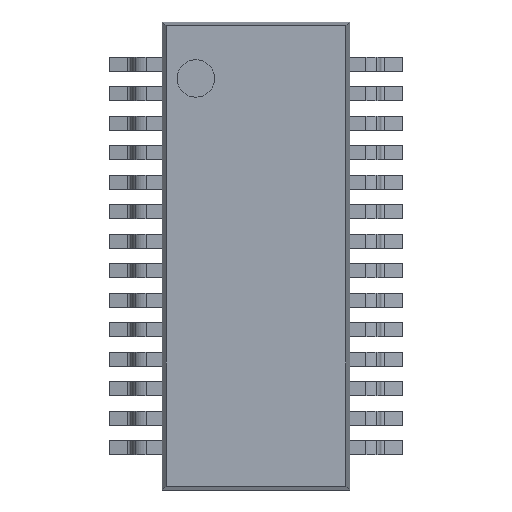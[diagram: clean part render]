
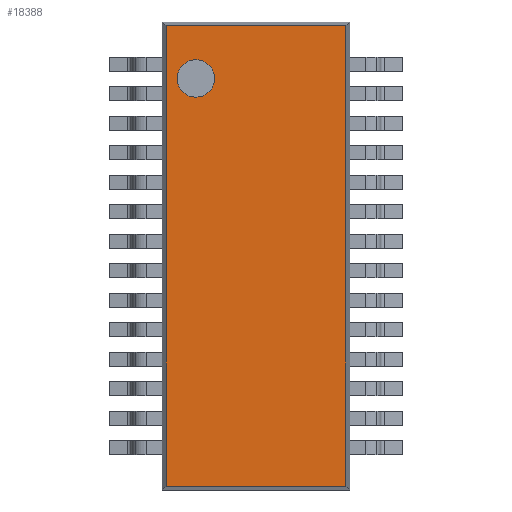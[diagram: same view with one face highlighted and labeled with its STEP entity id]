
A CAD part, top view. The second image highlights one B-rep face of the part: STEP entity #18388.
In plain terms, the highlighted planar face has unit normal (0, 0, 1).
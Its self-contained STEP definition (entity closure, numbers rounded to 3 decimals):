
#18197=CARTESIAN_POINT('',(-0.885,3.793,1.75));
#18198=VERTEX_POINT('',#18197);
#18214=CARTESIAN_POINT('',(-1.685,3.793,1.75));
#18215=VERTEX_POINT('',#18214);
#18222=CARTESIAN_POINT('',(-1.285,3.793,1.75));
#18223=DIRECTION('',(0.0,0.0,-1.0));
#18224=DIRECTION('',(1.0,0.0,0.0));
#18225=AXIS2_PLACEMENT_3D('',#18222,#18223,#18224);
#18226=CIRCLE('',#18225,0.4);
#18227=EDGE_CURVE('',#18198,#18215,#18226,.T.);
#18237=CARTESIAN_POINT('',(1.918,4.918,1.75));
#18238=VERTEX_POINT('',#18237);
#18247=CARTESIAN_POINT('',(1.918,-4.918,1.75));
#18248=VERTEX_POINT('',#18247);
#18249=CARTESIAN_POINT('',(1.918,-4.918,1.75));
#18250=DIRECTION('',(0.0,1.0,0.0));
#18251=VECTOR('',#18250,9.835);
#18252=LINE('',#18249,#18251);
#18253=EDGE_CURVE('',#18248,#18238,#18252,.T.);
#18278=CARTESIAN_POINT('',(-1.918,-4.918,1.75));
#18279=VERTEX_POINT('',#18278);
#18280=CARTESIAN_POINT('',(-1.918,-4.918,1.75));
#18281=DIRECTION('',(1.0,0.0,0.0));
#18282=VECTOR('',#18281,3.835);
#18283=LINE('',#18280,#18282);
#18284=EDGE_CURVE('',#18248,#18279,#18283,.F.);
#18310=CARTESIAN_POINT('',(-1.918,4.918,1.75));
#18311=VERTEX_POINT('',#18310);
#18325=CARTESIAN_POINT('',(-1.918,4.918,1.75));
#18326=DIRECTION('',(0.0,-1.0,0.0));
#18327=VECTOR('',#18326,9.835);
#18328=LINE('',#18325,#18327);
#18329=EDGE_CURVE('',#18279,#18311,#18328,.F.);
#18340=CARTESIAN_POINT('',(-1.285,3.793,1.75));
#18341=DIRECTION('',(0.0,0.0,-1.0));
#18342=DIRECTION('',(1.0,0.0,0.0));
#18343=AXIS2_PLACEMENT_3D('',#18340,#18341,#18342);
#18344=CIRCLE('',#18343,0.4);
#18345=EDGE_CURVE('',#18215,#18198,#18344,.T.);
#18368=CARTESIAN_POINT('',(1.92,-0.553,1.75));
#18369=DIRECTION('',(0.0,0.0,1.0));
#18370=DIRECTION('',(1.0,0.0,0.0));
#18371=AXIS2_PLACEMENT_3D('',#18368,#18369,#18370);
#18372=PLANE('',#18371);
#18373=CARTESIAN_POINT('',(1.918,4.918,1.75));
#18374=DIRECTION('',(-1.0,0.0,0.0));
#18375=VECTOR('',#18374,3.835);
#18376=LINE('',#18373,#18375);
#18377=EDGE_CURVE('',#18311,#18238,#18376,.F.);
#18378=ORIENTED_EDGE('',*,*,#18377,.F.);
#18379=ORIENTED_EDGE('',*,*,#18329,.F.);
#18380=ORIENTED_EDGE('',*,*,#18284,.F.);
#18381=ORIENTED_EDGE('',*,*,#18253,.T.);
#18382=EDGE_LOOP('',(#18378,#18379,#18380,#18381));
#18383=FACE_OUTER_BOUND('',#18382,.T.);
#18384=ORIENTED_EDGE('',*,*,#18227,.T.);
#18385=ORIENTED_EDGE('',*,*,#18345,.T.);
#18386=EDGE_LOOP('',(#18384,#18385));
#18387=FACE_BOUND('',#18386,.T.);
#18388=ADVANCED_FACE('',(#18383,#18387),#18372,.T.);
